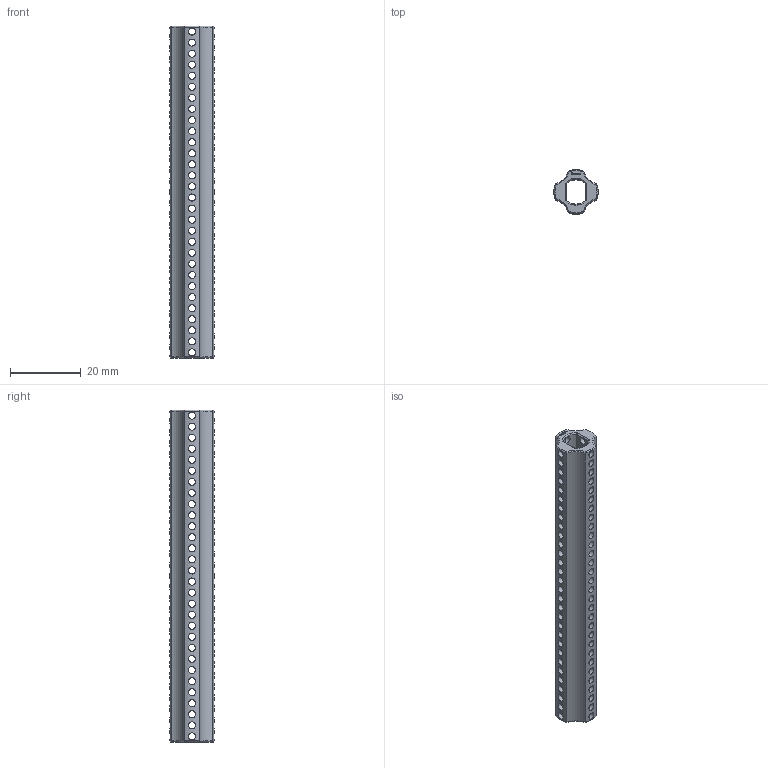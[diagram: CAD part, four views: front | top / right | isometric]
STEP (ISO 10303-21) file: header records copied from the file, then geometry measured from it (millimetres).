
FILE_DESCRIPTION(('FreeCAD Model'),'2;1');
FILE_NAME('Open CASCADE Shape Model','2024-06-16T00:09:21',(''),(''), 'Open CASCADE STEP processor 7.6','FreeCAD','Unknown');
FILE_SCHEMA(('AUTOMOTIVE_DESIGN { 1 0 10303 214 1 1 1 1 }'));
Length unit declared in the file: millimetre
Products named in the file (1): Power-Transmission Hub PLN IDX FXD BU07.50 - SPN-PTH-0030 
(stemfie.org)
Bounding box: 12.5 x 12.5 x 93.75 mm (x, y, z)
Volume: 5593.7 mm3; surface area: 7467.9 mm2
Topology: 1 solids, 1 shells, 632 faces, 1830 edges, 1232 vertices
Faces by surface type: plane 312, extrusion 170, cylinder 130, cone 20
Full cylindrical faces by diameter (mm): 2 x120
Entity records: 29768 total; most frequent: CARTESIAN_POINT 13591, ORIENTED_EDGE 3660, DIRECTION 2470, EDGE_CURVE 1830, VECTOR 1296, VERTEX_POINT 1232, LINE 1126, FACE_BOUND 906
